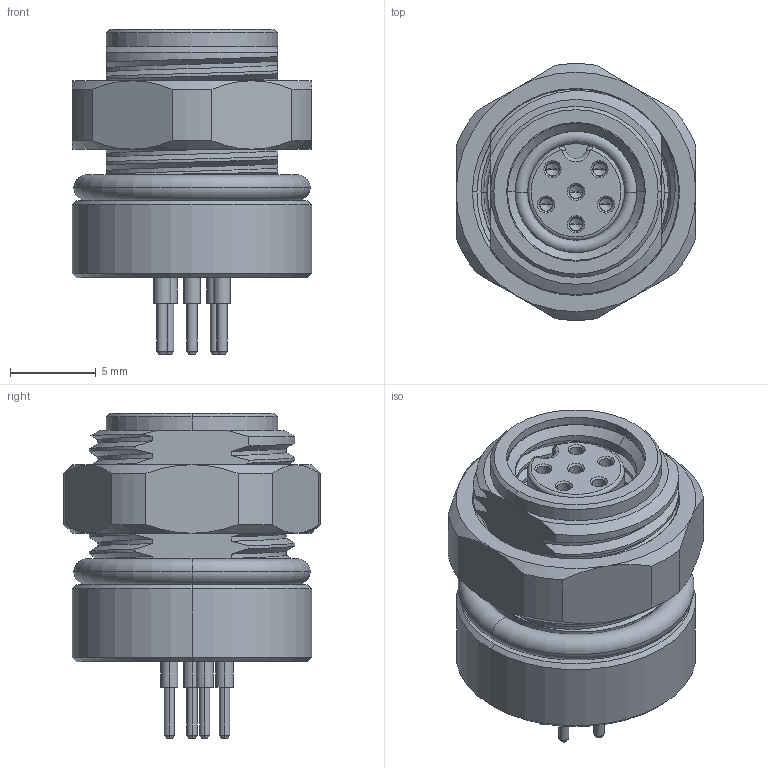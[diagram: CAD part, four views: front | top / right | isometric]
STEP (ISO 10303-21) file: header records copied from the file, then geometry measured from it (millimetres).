
FILE_DESCRIPTION((''),'2;1');
FILE_NAME('6P-K1666B_','2025-09-08T',('gongcheng16'),(''),'PRO/ENGINEER BY PARAMETRIC TECHNOLOGY CORPORATION, 2010280','PRO/ENGINEER BY PARAMETRIC TECHNOLOGY CORPORATION, 2010280','');
FILE_SCHEMA(('CONFIG_CONTROL_DESIGN'));
Products named in the file (1): 6P-K1666B_
Bounding box: 14 x 14.98 x 19 mm (x, y, z)
Volume: 236.8 mm3; surface area: 17671.8 mm2
Topology: 1 solids, 172 shells, 2014 faces, 5568 edges, 3681 vertices
Faces by surface type: cylinder 669, bspline 551, cone 417, plane 323, torus 54
Entity records: 221779 total; most frequent: CARTESIAN_POINT 175130, ORIENTED_EDGE 10152, DIRECTION 8233, EDGE_CURVE 5556, VERTEX_POINT 3681, AXIS2_PLACEMENT_3D 3208, EDGE_LOOP 2129, FACE_OUTER_BOUND 2014
